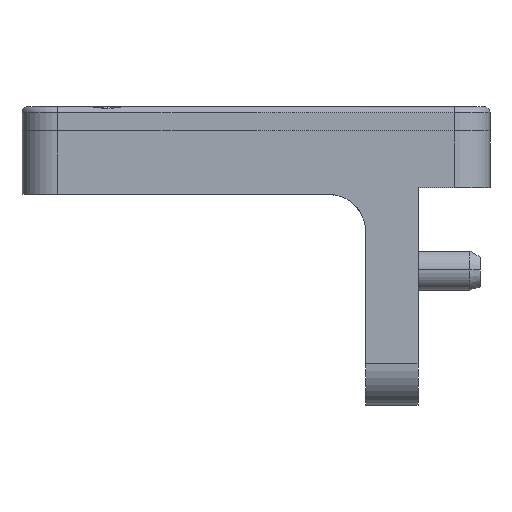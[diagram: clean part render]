
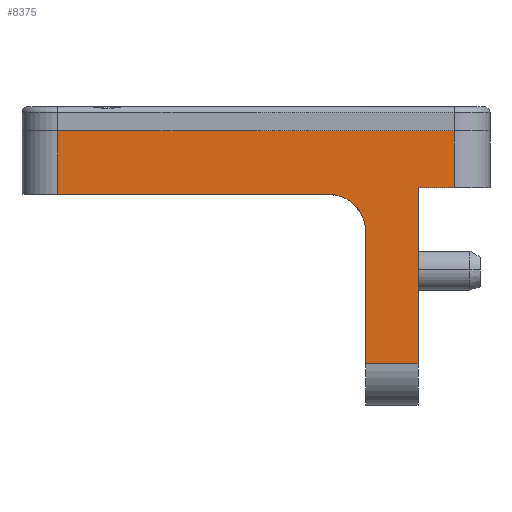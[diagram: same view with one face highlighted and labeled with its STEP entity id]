
A CAD part, left-side view. The second image highlights one B-rep face of the part: STEP entity #8375.
In plain terms, the highlighted planar face has unit normal (-1, 0, 0).
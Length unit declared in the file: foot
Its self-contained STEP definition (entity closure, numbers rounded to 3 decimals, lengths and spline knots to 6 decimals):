
#169 = EDGE_CURVE ( 'NONE', #1771, #7649, #4127, .T. ) ;
#184 = ORIENTED_EDGE ( 'NONE', *, *, #169, .T. ) ;
#466 = CARTESIAN_POINT ( 'NONE',  ( -0.022833, -0.0275, -0.008825 ) ) ;
#537 = VECTOR ( 'NONE', #1108, 3.28084 ) ;
#563 = ORIENTED_EDGE ( 'NONE', *, *, #4109, .T. ) ;
#765 = VECTOR ( 'NONE', #867, 3.28084 ) ;
#867 = DIRECTION ( 'NONE',  ( 0., -1., 0. ) ) ;
#977 = DIRECTION ( 'NONE',  ( 0., 0., 1. ) ) ;
#1108 = DIRECTION ( 'NONE',  ( 0., -1., 0. ) ) ;
#1115 = LINE ( 'NONE', #1811, #7545 ) ;
#1217 = LINE ( 'NONE', #4040, #2581 ) ;
#1296 = CARTESIAN_POINT ( 'NONE',  ( -0.022833, -0.01525, -0.014034 ) ) ;
#1728 = VECTOR ( 'NONE', #5097, 3.28084 ) ;
#1771 = VERTEX_POINT ( 'NONE', #4248 ) ;
#1811 = CARTESIAN_POINT ( 'NONE',  ( -0.022833, -0.01525, -0.038123 ) ) ;
#1987 = CARTESIAN_POINT ( 'NONE',  ( -0.022833, -0.0275, -0.007907 ) ) ;
#2112 = VERTEX_POINT ( 'NONE', #5529 ) ;
#2188 = DIRECTION ( 'NONE',  ( 0., 1., 0. ) ) ;
#2190 = ORIENTED_EDGE ( 'NONE', *, *, #3854, .F. ) ;
#2251 = CARTESIAN_POINT ( 'NONE',  ( -0.022833, -0.0275, 0. ) ) ;
#2272 = CARTESIAN_POINT ( 'NONE',  ( -0.022833, -0.0275, -0.038123 ) ) ;
#2332 = LINE ( 'NONE', #3683, #765 ) ;
#2489 = LINE ( 'NONE', #466, #537 ) ;
#2581 = VECTOR ( 'NONE', #6858, 3.28084 ) ;
#2586 = CARTESIAN_POINT ( 'NONE',  ( -0.022833, -0.010042, -0.014034 ) ) ;
#2727 = AXIS2_PLACEMENT_3D ( 'NONE', #2586, #8196, #3802 ) ;
#2890 = CARTESIAN_POINT ( 'NONE',  ( -0.022833, 0.0275, -0.038123 ) ) ;
#3194 = CARTESIAN_POINT ( 'NONE',  ( -0.022833, -0.01525, -0.032373 ) ) ;
#3223 = DIRECTION ( 'NONE',  ( 0., 0., 1. ) ) ;
#3511 = VERTEX_POINT ( 'NONE', #6375 ) ;
#3624 = EDGE_LOOP ( 'NONE', ( #7997, #563, #6834, #8347, #184, #5517, #2190, #8120, #4436 ) ) ;
#3683 = CARTESIAN_POINT ( 'NONE',  ( -0.022833, -0.0225, -0.032373 ) ) ;
#3802 = DIRECTION ( 'NONE',  ( 0., 0., -1. ) ) ;
#3854 = EDGE_CURVE ( 'NONE', #6111, #8338, #4332, .T. ) ;
#4040 = CARTESIAN_POINT ( 'NONE',  ( -0.022833, -0.0225, -0.038123 ) ) ;
#4086 = CARTESIAN_POINT ( 'NONE',  ( -0.022833, 0.0275, 0. ) ) ;
#4109 = EDGE_CURVE ( 'NONE', #6074, #3511, #2332, .T. ) ;
#4127 = LINE ( 'NONE', #8341, #5415 ) ;
#4248 = CARTESIAN_POINT ( 'NONE',  ( -0.022833, -0.0275, -0.007907 ) ) ;
#4332 = LINE ( 'NONE', #2890, #6666 ) ;
#4436 = ORIENTED_EDGE ( 'NONE', *, *, #6207, .T. ) ;
#4465 = EDGE_CURVE ( 'NONE', #6074, #4680, #1115, .T. ) ;
#4604 = VECTOR ( 'NONE', #6154, 3.28084 ) ;
#4680 = VERTEX_POINT ( 'NONE', #1296 ) ;
#4685 = EDGE_CURVE ( 'NONE', #1771, #9132, #4719, .T. ) ;
#4719 = LINE ( 'NONE', #1987, #4604 ) ;
#4978 = DIRECTION ( 'NONE',  ( 0., 0., 1. ) ) ;
#5097 = DIRECTION ( 'NONE',  ( 0., 1., 0. ) ) ;
#5415 = VECTOR ( 'NONE', #3223, 3.28084 ) ;
#5418 = AXIS2_PLACEMENT_3D ( 'NONE', #2272, #8531, #2188 ) ;
#5517 = ORIENTED_EDGE ( 'NONE', *, *, #8441, .T. ) ;
#5529 = CARTESIAN_POINT ( 'NONE',  ( -0.022833, -0.010042, -0.008825 ) ) ;
#5697 = FACE_OUTER_BOUND ( 'NONE', #3624, .T. ) ;
#5877 = EDGE_CURVE ( 'NONE', #3511, #9132, #1217, .T. ) ;
#6074 = VERTEX_POINT ( 'NONE', #3194 ) ;
#6111 = VERTEX_POINT ( 'NONE', #7498 ) ;
#6154 = DIRECTION ( 'NONE',  ( 0., 1., 0. ) ) ;
#6207 = EDGE_CURVE ( 'NONE', #2112, #4680, #6571, .T. ) ;
#6375 = CARTESIAN_POINT ( 'NONE',  ( -0.022833, -0.0225, -0.032373 ) ) ;
#6485 = PLANE ( 'NONE',  #5418 ) ;
#6571 = CIRCLE ( 'NONE', #2727, 0.005208 ) ;
#6600 = EDGE_CURVE ( 'NONE', #6111, #2112, #2489, .T. ) ;
#6666 = VECTOR ( 'NONE', #4978, 3.28084 ) ;
#6834 = ORIENTED_EDGE ( 'NONE', *, *, #5877, .T. ) ;
#6858 = DIRECTION ( 'NONE',  ( 0., 0., 1. ) ) ;
#7038 = CARTESIAN_POINT ( 'NONE',  ( -0.022833, -0.0275, 0. ) ) ;
#7498 = CARTESIAN_POINT ( 'NONE',  ( -0.022833, 0.0275, -0.008825 ) ) ;
#7545 = VECTOR ( 'NONE', #977, 3.28084 ) ;
#7649 = VERTEX_POINT ( 'NONE', #2251 ) ;
#7997 = ORIENTED_EDGE ( 'NONE', *, *, #4465, .F. ) ;
#8120 = ORIENTED_EDGE ( 'NONE', *, *, #6600, .T. ) ;
#8196 = DIRECTION ( 'NONE',  ( 1., 0., 0. ) ) ;
#8338 = VERTEX_POINT ( 'NONE', #4086 ) ;
#8341 = CARTESIAN_POINT ( 'NONE',  ( -0.022833, -0.0275, -0.038123 ) ) ;
#8347 = ORIENTED_EDGE ( 'NONE', *, *, #4685, .F. ) ;
#8375 = ADVANCED_FACE ( 'NONE', ( #5697 ), #6485, .F. ) ;
#8407 = CARTESIAN_POINT ( 'NONE',  ( -0.022833, -0.0225, -0.007907 ) ) ;
#8441 = EDGE_CURVE ( 'NONE', #7649, #8338, #8621, .T. ) ;
#8531 = DIRECTION ( 'NONE',  ( 1., 0., 0. ) ) ;
#8621 = LINE ( 'NONE', #7038, #1728 ) ;
#9132 = VERTEX_POINT ( 'NONE', #8407 ) ;
